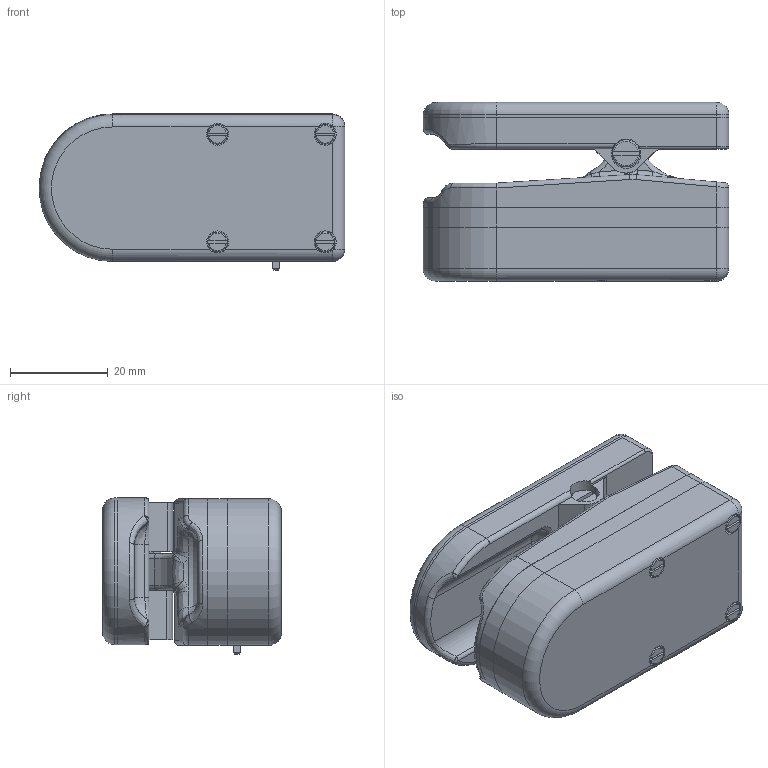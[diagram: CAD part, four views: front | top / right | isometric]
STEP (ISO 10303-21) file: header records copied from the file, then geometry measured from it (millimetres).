
FILE_DESCRIPTION((''),'2;1');
FILE_NAME('ASM0001_ASM','2021-10-02T12:27:43',('Ivo Opitz'),(''),'CREO PARAMETRIC BY PTC INC, 2018420','CREO PARAMETRIC BY PTC INC, 2018420','');
FILE_SCHEMA(('CONFIG_CONTROL_DESIGN'));
Length unit declared in the file: millimetre
Products named in the file (10): PULOX_BOTTOM_02; PULOX_BOTTOM_03; PULOX_BOTTOM_01; DIN85-M2X16-4_8; PULOX_TOP_01; PULOX_TOP_02; SWITCH; DIN84-M3X25-4_8; DIN934-M3-10; ASM0001_ASM
Assembly tree (12 placements, depth 2):
  ASM0001_ASM
    PULOX_BOTTOM_02
    PULOX_BOTTOM_03
    PULOX_BOTTOM_01
    DIN85-M2X16-4_8  x4
    PULOX_TOP_01
    PULOX_TOP_02
    SWITCH
    DIN84-M3X25-4_8
    DIN934-M3-10
Bounding box: 62.54 x 36.6 x 31.91 mm (x, y, z)
Volume: 32581 mm3; surface area: 27978.9 mm2
Topology: 12 solids, 18 shells, 546 faces, 1363 edges, 866 vertices
Faces by surface type: plane 276, cylinder 170, bspline 40, torus 33, cone 22, sphere 4, extrusion 1
Entity records: 17620 total; most frequent: CARTESIAN_POINT 5605, ORIENTED_EDGE 2462, DIRECTION 2434, EDGE_CURVE 1237, AXIS2_PLACEMENT_3D 851, VERTEX_POINT 782, VECTOR 732, LINE 731
